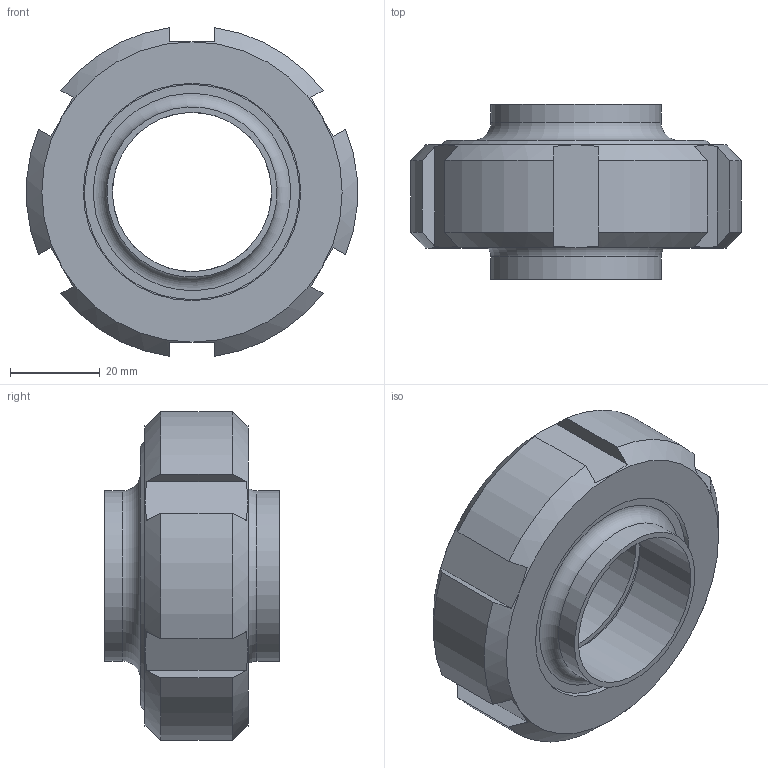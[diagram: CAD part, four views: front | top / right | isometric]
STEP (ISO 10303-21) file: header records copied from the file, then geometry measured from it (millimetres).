
FILE_DESCRIPTION (( 'STEP AP203' ), '1' );
FILE_NAME ('Douille + ecrou +nez DIN 38.STEP', '2018-09-27T13:27:36', ( 'utilisateur' ), ( '' ), 'SwSTEP 2.0', 'SolidWorks 2012', '' );
FILE_SCHEMA (( 'CONFIG_CONTROL_DESIGN' ));
Length unit declared in the file: millimetre
Products named in the file (4): Douille + ecrou +nez DIN 38; Douille SMS 38; Nez SMS 38; Ecrou SMS 38
Assembly tree (3 placements, depth 2):
  Douille + ecrou +nez DIN 38
    Ecrou SMS 38
    Nez SMS 38
    Douille SMS 38
Bounding box: 73.78 x 39 x 73.32 mm (x, y, z)
Volume: 74285 mm3; surface area: 30960.7 mm2
Topology: 3 solids, 3 shells, 65 faces, 142 edges, 89 vertices
Faces by surface type: plane 30, cylinder 17, cone 16, torus 2
Full cylindrical faces by diameter (mm): 35.5 x2, 38 x3, 48 x2, 48.5 x1, 55 x1, 56.3 x1, 60 x1
Entity records: 2160 total; most frequent: CARTESIAN_POINT 435, DIRECTION 270, ORIENTED_EDGE 248, EDGE_CURVE 124, AXIS2_PLACEMENT_3D 123, EDGE_LOOP 94, VERTEX_POINT 88, FACE_OUTER_BOUND 78
